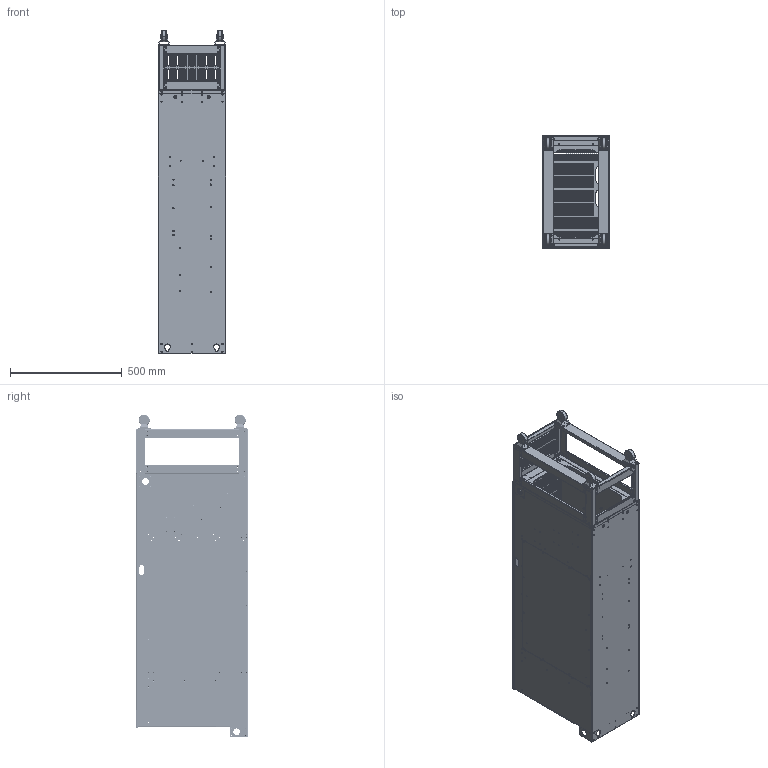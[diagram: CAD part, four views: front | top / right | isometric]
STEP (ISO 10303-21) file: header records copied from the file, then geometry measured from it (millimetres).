
FILE_DESCRIPTION((''),'2;1');
FILE_NAME('Z2400-185-220G_ASM','2019-04-15T',('PC-TR'),(''),'PRO/ENGINEER BY PARAMETRIC TECHNOLOGY CORPORATION, 2010280','PRO/ENGINEER BY PARAMETRIC TECHNOLOGY CORPORATION, 2010280','');
FILE_SCHEMA(('CONFIG_CONTROL_DESIGN'));
Products named in the file (1): Z2400-185-220G_ASM
Bounding box: 304 x 499.5 x 1445 mm (x, y, z)
Volume: 1787942.8 mm3; surface area: 4873660.1 mm2
Topology: 36 solids, 48 shells, 4017 faces, 11049 edges, 7076 vertices
Faces by surface type: cylinder 1891, plane 1708, cone 390, torus 16, bspline 12
Entity records: 132038 total; most frequent: DIRECTION 23525, CARTESIAN_POINT 23183, ORIENTED_EDGE 22014, EDGE_CURVE 11049, AXIS2_PLACEMENT_3D 8568, VERTEX_POINT 7076, VECTOR 6389, LINE 6389
